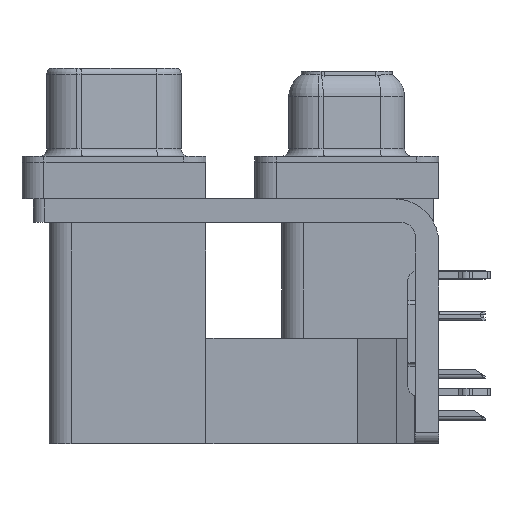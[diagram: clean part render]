
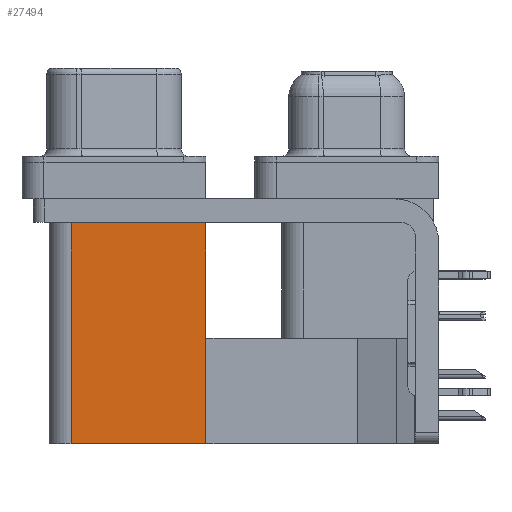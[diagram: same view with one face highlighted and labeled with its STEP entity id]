
A CAD part, left-side view. The second image highlights one B-rep face of the part: STEP entity #27494.
In plain terms, the highlighted planar face has unit normal (-1, 0, 0).
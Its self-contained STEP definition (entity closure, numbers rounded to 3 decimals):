
#208 = VERTEX_POINT ( 'NONE', #36254 ) ;
#837 = VECTOR ( 'NONE', #23284, 1000. ) ;
#1415 = FACE_OUTER_BOUND ( 'NONE', #9181, .T. ) ;
#2271 = EDGE_CURVE ( 'NONE', #25973, #208, #17229, .T. ) ;
#2315 = CARTESIAN_POINT ( 'NONE',  ( 3.79, 18.8, -19.2 ) ) ;
#4211 = DIRECTION ( 'NONE',  ( 0., 1., 0. ) ) ;
#5385 = DIRECTION ( 'NONE',  ( 0., 1., 0. ) ) ;
#6536 = VECTOR ( 'NONE', #20466, 1000. ) ;
#9181 = EDGE_LOOP ( 'NONE', ( #20471, #18852, #14147, #37156 ) ) ;
#9527 = CARTESIAN_POINT ( 'NONE',  ( 3.79, 9.6, -2.5 ) ) ;
#13234 = VERTEX_POINT ( 'NONE', #9527 ) ;
#14147 = ORIENTED_EDGE ( 'NONE', *, *, #16458, .F. ) ;
#14167 = EDGE_CURVE ( 'NONE', #13234, #208, #21956, .T. ) ;
#14254 = VERTEX_POINT ( 'NONE', #24327 ) ;
#16458 = EDGE_CURVE ( 'NONE', #14254, #25973, #17108, .T. ) ;
#17108 = LINE ( 'NONE', #26557, #37011 ) ;
#17229 = LINE ( 'NONE', #2315, #6536 ) ;
#18852 = ORIENTED_EDGE ( 'NONE', *, *, #2271, .F. ) ;
#20466 = DIRECTION ( 'NONE',  ( 0., 0., 1. ) ) ;
#20471 = ORIENTED_EDGE ( 'NONE', *, *, #14167, .T. ) ;
#21956 = LINE ( 'NONE', #22549, #29255 ) ;
#22405 = EDGE_CURVE ( 'NONE', #14254, #13234, #38604, .T. ) ;
#22549 = CARTESIAN_POINT ( 'NONE',  ( 3.79, 9.6, -2.5 ) ) ;
#22980 = CARTESIAN_POINT ( 'NONE',  ( 3.79, 9.6, -19.2 ) ) ;
#23284 = DIRECTION ( 'NONE',  ( 0., 0., 1. ) ) ;
#23485 = CARTESIAN_POINT ( 'NONE',  ( 3.79, 9.6, -19.2 ) ) ;
#24327 = CARTESIAN_POINT ( 'NONE',  ( 3.79, 9.6, -19.2 ) ) ;
#25973 = VERTEX_POINT ( 'NONE', #30458 ) ;
#26383 = PLANE ( 'NONE',  #31513 ) ;
#26557 = CARTESIAN_POINT ( 'NONE',  ( 3.79, 9.6, -19.2 ) ) ;
#27494 = ADVANCED_FACE ( 'NONE', ( #1415 ), #26383, .F. ) ;
#29255 = VECTOR ( 'NONE', #4211, 1000. ) ;
#30458 = CARTESIAN_POINT ( 'NONE',  ( 3.79, 18.8, -19.2 ) ) ;
#31513 = AXIS2_PLACEMENT_3D ( 'NONE', #22980, #35468, #35673 ) ;
#35468 = DIRECTION ( 'NONE',  ( 1., 0., 0. ) ) ;
#35673 = DIRECTION ( 'NONE',  ( 0., 0., -1. ) ) ;
#36254 = CARTESIAN_POINT ( 'NONE',  ( 3.79, 18.8, -2.5 ) ) ;
#37011 = VECTOR ( 'NONE', #5385, 1000. ) ;
#37156 = ORIENTED_EDGE ( 'NONE', *, *, #22405, .T. ) ;
#38604 = LINE ( 'NONE', #23485, #837 ) ;
